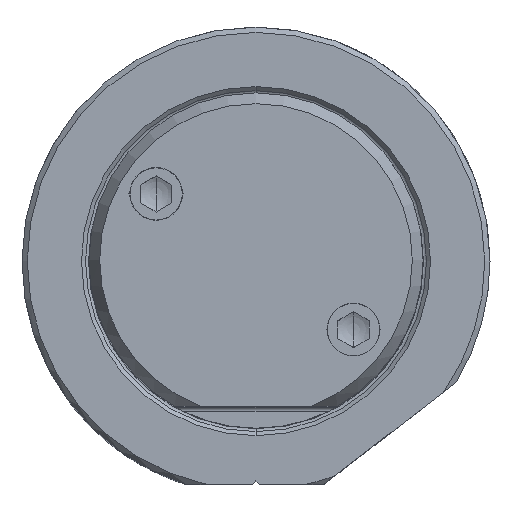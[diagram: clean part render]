
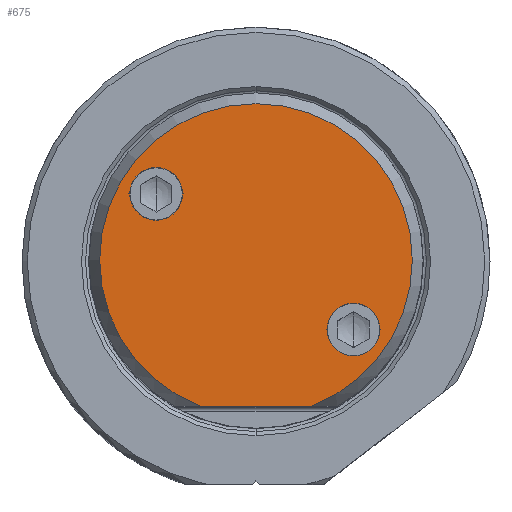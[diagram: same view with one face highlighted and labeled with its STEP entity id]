
A CAD part, top view. The second image highlights one B-rep face of the part: STEP entity #675.
In plain terms, the highlighted planar face has unit normal (0, 0, 1).
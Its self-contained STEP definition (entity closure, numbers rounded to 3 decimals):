
#126=PLANE('',#5777);
#675=ADVANCED_FACE('',(#918,#919,#920),#126,.T.);
#918=FACE_BOUND('',#1098,.T.);
#919=FACE_BOUND('',#1099,.T.);
#920=FACE_BOUND('',#1100,.T.);
#1098=EDGE_LOOP('',(#3008,#3009,#3010,#3011));
#1099=EDGE_LOOP('',(#3012,#3013));
#1100=EDGE_LOOP('',(#3014,#3015));
#1438=LINE('',#12351,#1744);
#1744=VECTOR('',#6928,1.);
#3008=ORIENTED_EDGE('',*,*,#4683,.T.);
#3009=ORIENTED_EDGE('',*,*,#4682,.T.);
#3010=ORIENTED_EDGE('',*,*,#4679,.F.);
#3011=ORIENTED_EDGE('',*,*,#4684,.T.);
#3012=ORIENTED_EDGE('',*,*,#4685,.T.);
#3013=ORIENTED_EDGE('',*,*,#4686,.T.);
#3014=ORIENTED_EDGE('',*,*,#4687,.T.);
#3015=ORIENTED_EDGE('',*,*,#4688,.T.);
#3983=VERTEX_POINT('',#12352);
#3984=VERTEX_POINT('',#12353);
#3985=VERTEX_POINT('',#12364);
#3986=VERTEX_POINT('',#12366);
#3987=VERTEX_POINT('',#12370);
#3988=VERTEX_POINT('',#12371);
#3989=VERTEX_POINT('',#12374);
#3990=VERTEX_POINT('',#12375);
#4679=EDGE_CURVE('',#3983,#3984,#1438,.T.);
#4682=EDGE_CURVE('',#3985,#3984,#5131,.T.);
#4683=EDGE_CURVE('',#3986,#3985,#5132,.T.);
#4684=EDGE_CURVE('',#3983,#3986,#5133,.T.);
#4685=EDGE_CURVE('',#3987,#3988,#5134,.T.);
#4686=EDGE_CURVE('',#3988,#3987,#5135,.T.);
#4687=EDGE_CURVE('',#3989,#3990,#5136,.T.);
#4688=EDGE_CURVE('',#3990,#3989,#5137,.T.);
#5131=CIRCLE('',#5769,14.847);
#5132=CIRCLE('',#5770,14.847);
#5133=CIRCLE('',#5771,14.847);
#5134=CIRCLE('',#5773,2.5);
#5135=CIRCLE('',#5774,2.5);
#5136=CIRCLE('',#5775,2.5);
#5137=CIRCLE('',#5776,2.5);
#5769=AXIS2_PLACEMENT_3D('',#12363,#6931,#6932);
#5770=AXIS2_PLACEMENT_3D('',#12365,#6933,#6934);
#5771=AXIS2_PLACEMENT_3D('',#12367,#6935,#6936);
#5773=AXIS2_PLACEMENT_3D('',#12369,#6939,#6940);
#5774=AXIS2_PLACEMENT_3D('',#12372,#6941,#6942);
#5775=AXIS2_PLACEMENT_3D('',#12373,#6943,#6944);
#5776=AXIS2_PLACEMENT_3D('',#12376,#6945,#6946);
#5777=AXIS2_PLACEMENT_3D('',#12377,#6947,#6948);
#6928=DIRECTION('',(-1.,0.,0.));
#6931=DIRECTION('',(0.,0.,1.));
#6932=DIRECTION('',(-1.,0.,0.));
#6933=DIRECTION('',(0.,0.,1.));
#6934=DIRECTION('',(1.,0.,0.));
#6935=DIRECTION('',(0.,0.,1.));
#6936=DIRECTION('',(0.356,-0.935,0.));
#6939=DIRECTION('',(0.,0.,-1.));
#6940=DIRECTION('',(1.,0.,0.));
#6941=DIRECTION('',(0.,0.,-1.));
#6942=DIRECTION('',(-1.,0.,0.));
#6943=DIRECTION('',(0.,0.,-1.));
#6944=DIRECTION('',(1.,0.,0.));
#6945=DIRECTION('',(0.,0.,-1.));
#6946=DIRECTION('',(-1.,0.,0.));
#6947=DIRECTION('',(0.,0.,1.));
#6948=DIRECTION('',(1.,0.,0.));
#12351=CARTESIAN_POINT('',(5.284,-13.875,60.33));
#12352=CARTESIAN_POINT('',(5.284,-13.875,60.33));
#12353=CARTESIAN_POINT('',(-5.284,-13.875,60.33));
#12363=CARTESIAN_POINT('',(0.,0.,60.33));
#12364=CARTESIAN_POINT('',(-14.847,0.,60.33));
#12365=CARTESIAN_POINT('',(0.,0.,60.33));
#12366=CARTESIAN_POINT('',(14.847,0.,60.33));
#12367=CARTESIAN_POINT('',(0.,0.,60.33));
#12369=CARTESIAN_POINT('',(-9.486,6.279,60.33));
#12370=CARTESIAN_POINT('',(-6.986,6.279,60.33));
#12371=CARTESIAN_POINT('',(-11.986,6.279,60.33));
#12372=CARTESIAN_POINT('',(-9.486,6.279,60.33));
#12373=CARTESIAN_POINT('',(9.262,-6.606,60.33));
#12374=CARTESIAN_POINT('',(11.762,-6.606,60.33));
#12375=CARTESIAN_POINT('',(6.762,-6.606,60.33));
#12376=CARTESIAN_POINT('',(9.262,-6.606,60.33));
#12377=CARTESIAN_POINT('',(0.,0.486,60.33));
